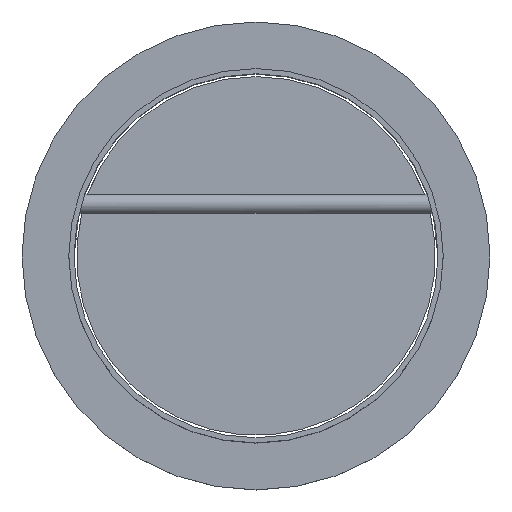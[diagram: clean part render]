
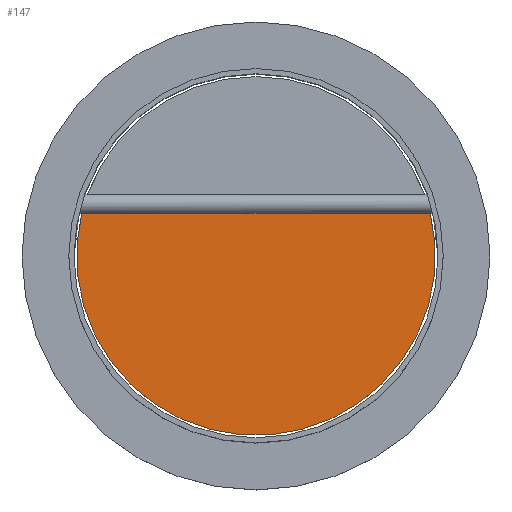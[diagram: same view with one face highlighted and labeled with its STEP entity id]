
A CAD part, top view. The second image highlights one B-rep face of the part: STEP entity #147.
In plain terms, the highlighted planar face has unit normal (0, 0, 1).
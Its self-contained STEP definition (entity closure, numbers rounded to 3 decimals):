
#27 = AXIS2_PLACEMENT_3D ( 'NONE', #189, #103, #332 ) ;
#56 = VERTEX_POINT ( 'NONE', #507 ) ;
#80 = DIRECTION ( 'NONE',  ( 1., 0., 0. ) ) ;
#103 = DIRECTION ( 'NONE',  ( 0., 0., 1. ) ) ;
#133 = PLANE ( 'NONE',  #208 ) ;
#138 = CARTESIAN_POINT ( 'NONE',  ( -180.002, 32.772, 102. ) ) ;
#147 = ADVANCED_FACE ( 'NONE', ( #236 ), #133, .T. ) ;
#189 = CARTESIAN_POINT ( 'NONE',  ( 0., 0., 102. ) ) ;
#208 = AXIS2_PLACEMENT_3D ( 'NONE', #407, #623, #80 ) ;
#236 = FACE_OUTER_BOUND ( 'NONE', #322, .T. ) ;
#273 = EDGE_CURVE ( 'NONE', #404, #56, #330, .T. ) ;
#322 = EDGE_LOOP ( 'NONE', ( #436, #532 ) ) ;
#330 = LINE ( 'NONE', #138, #607 ) ;
#332 = DIRECTION ( 'NONE',  ( 1., 0., 0. ) ) ;
#355 = EDGE_CURVE ( 'NONE', #56, #404, #434, .T. ) ;
#404 = VERTEX_POINT ( 'NONE', #489 ) ;
#407 = CARTESIAN_POINT ( 'NONE',  ( 0., 0., 102. ) ) ;
#434 = CIRCLE ( 'NONE', #27, 138. ) ;
#436 = ORIENTED_EDGE ( 'NONE', *, *, #355, .T. ) ;
#483 = DIRECTION ( 'NONE',  ( -1., 0., 0. ) ) ;
#489 = CARTESIAN_POINT ( 'NONE',  ( 134.052, 32.772, 102. ) ) ;
#507 = CARTESIAN_POINT ( 'NONE',  ( -134.052, 32.772, 102. ) ) ;
#532 = ORIENTED_EDGE ( 'NONE', *, *, #273, .T. ) ;
#607 = VECTOR ( 'NONE', #483, 1000. ) ;
#623 = DIRECTION ( 'NONE',  ( 0., 0., 1. ) ) ;
